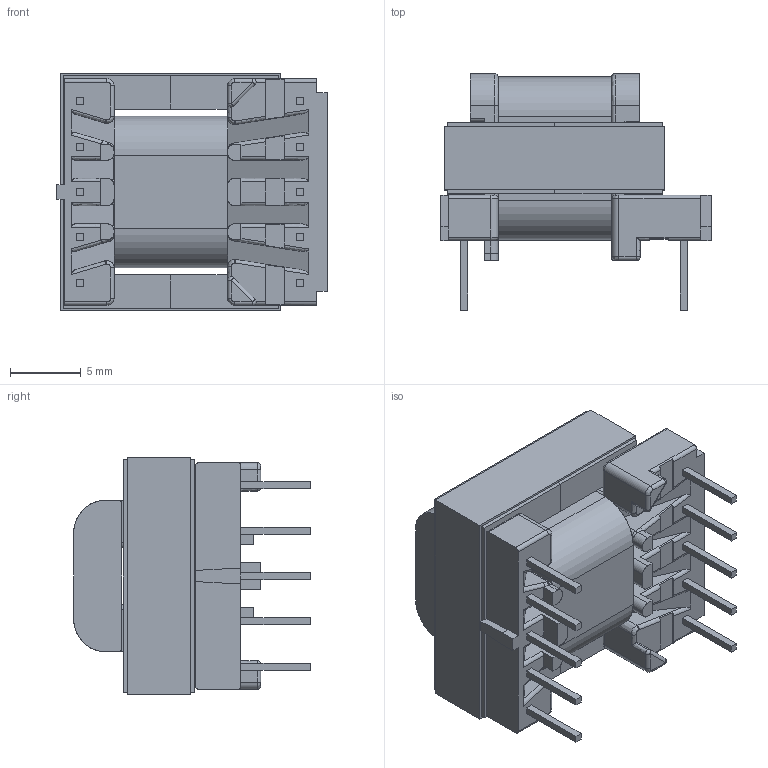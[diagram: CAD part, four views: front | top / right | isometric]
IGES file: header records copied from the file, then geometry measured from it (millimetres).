
Start section: SolidWorks IGES file using analytic representation for surfaces
Global section: file name: EE16-7-5_6761.IGS; native system: SolidWorks 2017; preprocessor: SolidWorks 2017; author: tisha.pedersen; date: 190131.102742; units: millimetre
Bounding box: 19.07 x 16.69 x 16.72 mm (x, y, z)
Surface area: 3765.5 mm2 (no closed solid volume)
Topology: 0 solids, 0 shells, 376 faces, 2665 edges, 2659 vertices
Faces by surface type: bspline 258, revolution 118
